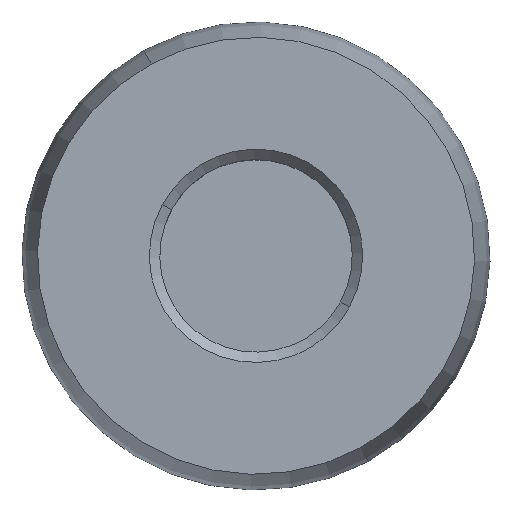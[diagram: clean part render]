
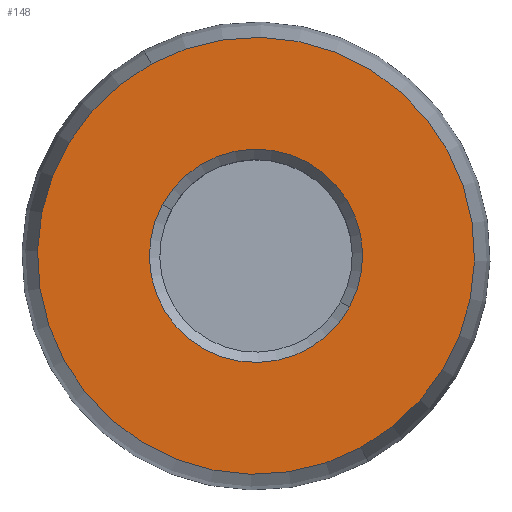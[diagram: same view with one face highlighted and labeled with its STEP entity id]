
A CAD part, top view. The second image highlights one B-rep face of the part: STEP entity #148.
In plain terms, the highlighted planar face has unit normal (0, 0, 1).
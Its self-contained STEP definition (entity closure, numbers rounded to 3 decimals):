
#107=CARTESIAN_POINT('Axis2P3D Location',(0.,-21.,18.4)) ;
#112=CARTESIAN_POINT('Axis2P3D Location',(0.,0.,18.4)) ;
#116=CARTESIAN_POINT('Vertex',(10.068,-18.429,18.4)) ;
#118=CARTESIAN_POINT('Vertex',(-10.068,18.429,18.4)) ;
#121=CARTESIAN_POINT('Axis2P3D Location',(0.,0.,18.4)) ;
#130=CARTESIAN_POINT('Axis2P3D Location',(0.,0.,18.4)) ;
#134=CARTESIAN_POINT('Vertex',(-8.995,4.914,18.4)) ;
#136=CARTESIAN_POINT('Vertex',(8.995,-4.914,18.4)) ;
#139=CARTESIAN_POINT('Axis2P3D Location',(0.,0.,18.4)) ;
#108=DIRECTION('Axis2P3D Direction',(0.,0.,1.)) ;
#109=DIRECTION('Axis2P3D XDirection',(1.,0.,0.)) ;
#113=DIRECTION('Axis2P3D Direction',(0.,0.,1.)) ;
#122=DIRECTION('Axis2P3D Direction',(0.,0.,1.)) ;
#131=DIRECTION('Axis2P3D Direction',(0.,0.,1.)) ;
#140=DIRECTION('Axis2P3D Direction',(0.,0.,1.)) ;
#110=AXIS2_PLACEMENT_3D('Plane Axis2P3D',#107,#108,#109) ;
#114=AXIS2_PLACEMENT_3D('Circle Axis2P3D',#112,#113,$) ;
#123=AXIS2_PLACEMENT_3D('Circle Axis2P3D',#121,#122,$) ;
#132=AXIS2_PLACEMENT_3D('Circle Axis2P3D',#130,#131,$) ;
#141=AXIS2_PLACEMENT_3D('Circle Axis2P3D',#139,#140,$) ;
#127=ORIENTED_EDGE('',*,*,#120,.T.) ;
#128=ORIENTED_EDGE('',*,*,#125,.T.) ;
#145=ORIENTED_EDGE('',*,*,#138,.F.) ;
#146=ORIENTED_EDGE('',*,*,#143,.F.) ;
#147=FACE_BOUND('',#144,.T.) ;
#148=ADVANCED_FACE('',(#129,#147),#111,.T.) ;
#115=CIRCLE('generated circle',#114,21.) ;
#124=CIRCLE('generated circle',#123,21.) ;
#133=CIRCLE('generated circle',#132,10.25) ;
#142=CIRCLE('generated circle',#141,10.25) ;
#120=EDGE_CURVE('',#117,#119,#115,.T.) ;
#125=EDGE_CURVE('',#119,#117,#124,.T.) ;
#138=EDGE_CURVE('',#135,#137,#133,.T.) ;
#143=EDGE_CURVE('',#137,#135,#142,.T.) ;
#126=EDGE_LOOP('',(#127,#128)) ;
#144=EDGE_LOOP('',(#145,#146)) ;
#129=FACE_OUTER_BOUND('',#126,.T.) ;
#111=PLANE('Plane',#110) ;
#117=VERTEX_POINT('',#116) ;
#119=VERTEX_POINT('',#118) ;
#135=VERTEX_POINT('',#134) ;
#137=VERTEX_POINT('',#136) ;
